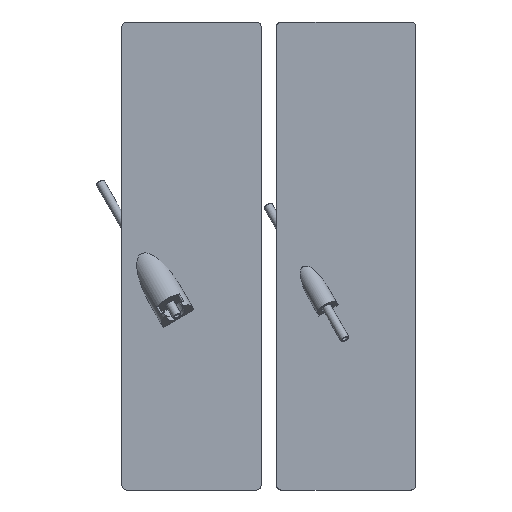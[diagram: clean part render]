
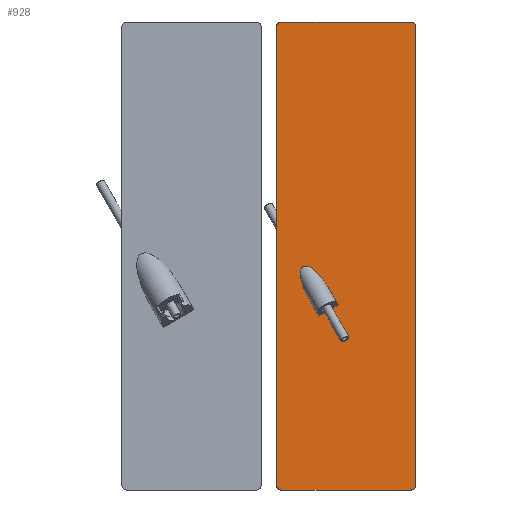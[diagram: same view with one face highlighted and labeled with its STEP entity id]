
A CAD part, left-side view. The second image highlights one B-rep face of the part: STEP entity #928.
In plain terms, the highlighted planar face has unit normal (-1, 0, 0).
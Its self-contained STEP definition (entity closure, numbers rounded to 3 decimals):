
#29=ELLIPSE('',#1047,13.347,5.);
#104=LINE('',#2179,#179);
#109=LINE('',#2335,#184);
#110=LINE('',#2337,#185);
#115=LINE('',#2360,#190);
#116=LINE('',#2364,#191);
#117=LINE('',#2368,#192);
#118=LINE('',#2371,#193);
#179=VECTOR('',#1287,10.);
#184=VECTOR('',#1298,10.);
#185=VECTOR('',#1301,10.);
#190=VECTOR('',#1320,1000.);
#191=VECTOR('',#1323,1000.);
#192=VECTOR('',#1326,1000.);
#193=VECTOR('',#1329,1000.);
#233=FACE_BOUND('',#341,.T.);
#278=FACE_OUTER_BOUND('',#340,.T.);
#340=EDGE_LOOP('',(#812,#813,#814,#815,#816,#817,#818,#819));
#341=EDGE_LOOP('',(#820,#821,#822,#823));
#391=CIRCLE('',#1056,2.);
#392=CIRCLE('',#1057,2.);
#393=CIRCLE('',#1058,2.);
#394=CIRCLE('',#1059,2.);
#457=VERTEX_POINT('',#2176);
#458=VERTEX_POINT('',#2178);
#459=VERTEX_POINT('',#2182);
#460=VERTEX_POINT('',#2184);
#470=VERTEX_POINT('',#2356);
#471=VERTEX_POINT('',#2357);
#472=VERTEX_POINT('',#2359);
#473=VERTEX_POINT('',#2361);
#474=VERTEX_POINT('',#2363);
#475=VERTEX_POINT('',#2365);
#476=VERTEX_POINT('',#2367);
#477=VERTEX_POINT('',#2369);
#571=EDGE_CURVE('',#458,#457,#104,.T.);
#574=EDGE_CURVE('',#459,#460,#29,.F.);
#578=EDGE_CURVE('',#459,#458,#109,.T.);
#579=EDGE_CURVE('',#457,#460,#110,.T.);
#588=EDGE_CURVE('',#470,#471,#391,.T.);
#589=EDGE_CURVE('',#472,#470,#115,.T.);
#590=EDGE_CURVE('',#473,#472,#392,.T.);
#591=EDGE_CURVE('',#473,#474,#116,.T.);
#592=EDGE_CURVE('',#475,#474,#393,.T.);
#593=EDGE_CURVE('',#476,#475,#117,.T.);
#594=EDGE_CURVE('',#477,#476,#394,.T.);
#595=EDGE_CURVE('',#477,#471,#118,.T.);
#812=ORIENTED_EDGE('',*,*,#588,.F.);
#813=ORIENTED_EDGE('',*,*,#589,.F.);
#814=ORIENTED_EDGE('',*,*,#590,.F.);
#815=ORIENTED_EDGE('',*,*,#591,.T.);
#816=ORIENTED_EDGE('',*,*,#592,.F.);
#817=ORIENTED_EDGE('',*,*,#593,.F.);
#818=ORIENTED_EDGE('',*,*,#594,.F.);
#819=ORIENTED_EDGE('',*,*,#595,.T.);
#820=ORIENTED_EDGE('',*,*,#579,.T.);
#821=ORIENTED_EDGE('',*,*,#574,.F.);
#822=ORIENTED_EDGE('',*,*,#578,.T.);
#823=ORIENTED_EDGE('',*,*,#571,.T.);
#879=PLANE('',#1055);
#928=ADVANCED_FACE('',(#278,#233),#879,.T.);
#1047=AXIS2_PLACEMENT_3D('',#2185,#1292,#1293);
#1055=AXIS2_PLACEMENT_3D('',#2355,#1316,#1317);
#1056=AXIS2_PLACEMENT_3D('',#2358,#1318,#1319);
#1057=AXIS2_PLACEMENT_3D('',#2362,#1321,#1322);
#1058=AXIS2_PLACEMENT_3D('',#2366,#1324,#1325);
#1059=AXIS2_PLACEMENT_3D('',#2370,#1327,#1328);
#1287=DIRECTION('',(0.,0.866,-0.5));
#1292=DIRECTION('center_axis',(1.,0.,0.));
#1293=DIRECTION('ref_axis',(0.,0.5,0.866));
#1298=DIRECTION('',(0.,-0.5,-0.866));
#1301=DIRECTION('',(0.,0.5,0.866));
#1316=DIRECTION('center_axis',(-1.,0.,0.));
#1317=DIRECTION('ref_axis',(0.,0.,1.));
#1318=DIRECTION('center_axis',(1.,0.,0.));
#1319=DIRECTION('ref_axis',(0.,-0.707,0.707));
#1320=DIRECTION('',(0.,-1.,0.));
#1321=DIRECTION('center_axis',(1.,0.,0.));
#1322=DIRECTION('ref_axis',(0.,0.707,0.707));
#1323=DIRECTION('',(0.,0.,-1.));
#1324=DIRECTION('center_axis',(1.,0.,0.));
#1325=DIRECTION('ref_axis',(0.,0.707,-0.707));
#1326=DIRECTION('',(0.,1.,0.));
#1327=DIRECTION('center_axis',(1.,0.,0.));
#1328=DIRECTION('ref_axis',(0.,-0.707,-0.707));
#1329=DIRECTION('',(0.,0.,1.));
#2176=CARTESIAN_POINT('',(0.,21.553,-27.185));
#2178=CARTESIAN_POINT('',(0.,12.892,-22.185));
#2179=CARTESIAN_POINT('',(0.,11.033,-21.112));
#2182=CARTESIAN_POINT('',(0.,17.697,-13.862));
#2184=CARTESIAN_POINT('',(0.,26.358,-18.862));
#2185=CARTESIAN_POINT('Origin',(0.,22.028,-16.362));
#2335=CARTESIAN_POINT('',(0.,16.715,-15.564));
#2337=CARTESIAN_POINT('',(0.,32.875,-7.573));
#2355=CARTESIAN_POINT('Origin',(0.,9.25,0.));
#2356=CARTESIAN_POINT('',(0.,-20.25,106.));
#2357=CARTESIAN_POINT('',(0.,-22.25,104.));
#2358=CARTESIAN_POINT('Origin',(0.,-20.25,
104.));
#2359=CARTESIAN_POINT('',(0.,38.75,106.));
#2360=CARTESIAN_POINT('',(0.,43.75,106.));
#2361=CARTESIAN_POINT('',(0.,40.75,104.));
#2362=CARTESIAN_POINT('Origin',(0.,38.75,104.));
#2363=CARTESIAN_POINT('',(0.,40.75,-104.));
#2364=CARTESIAN_POINT('',(0.,40.75,53.));
#2365=CARTESIAN_POINT('',(0.,38.75,-106.));
#2366=CARTESIAN_POINT('Origin',(0.,38.75,
-104.));
#2367=CARTESIAN_POINT('',(0.,-20.25,-106.));
#2368=CARTESIAN_POINT('',(0.,43.75,-106.));
#2369=CARTESIAN_POINT('',(0.,-22.25,-104.));
#2370=CARTESIAN_POINT('Origin',(0.,-20.25,
-104.));
#2371=CARTESIAN_POINT('',(0.,-22.25,106.));
